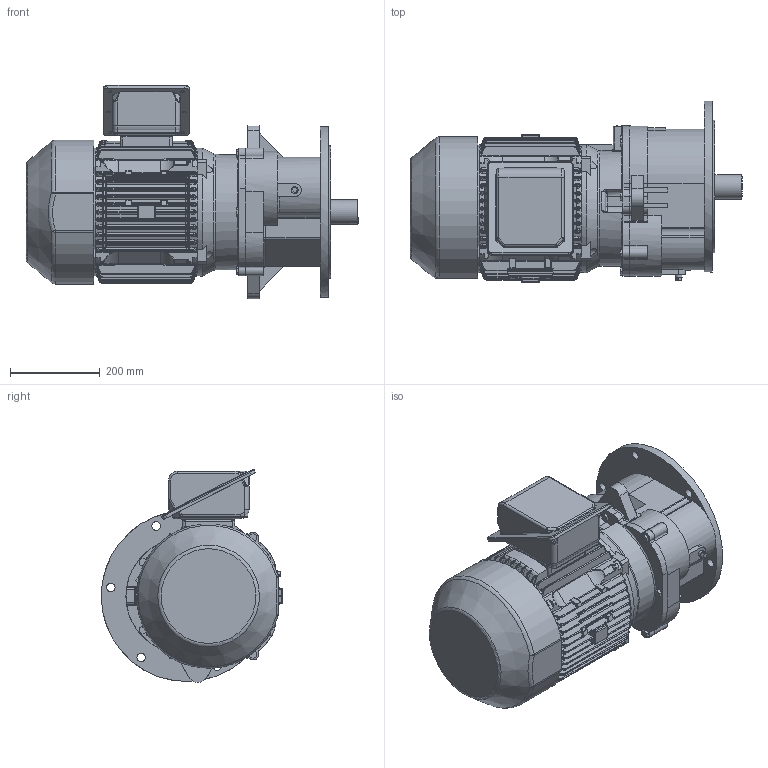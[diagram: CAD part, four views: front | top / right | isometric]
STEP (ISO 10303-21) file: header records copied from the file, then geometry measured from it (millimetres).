
FILE_DESCRIPTION (( 'STEP AP214' ), '1' );
FILE_NAME ('F1-20_V_EK2DO08342H001_defeature.stp', '2022-06-02T01:01:28', ( 'Windows 餌辨濠' ), ( '' ), 'SwSTEP 2.0', 'SolidWorks 2021', '' );
FILE_SCHEMA (( 'AUTOMOTIVE_DESIGN' ));
Length unit declared in the file: millimetre
Products named in the file (1): F1-20_V_EK2DO08342H001_defeature
Bounding box: 738.7 x 403.74 x 474.14 mm (x, y, z)
Volume: 1707016.9 mm3; surface area: 1595225.6 mm2
Topology: 1 solids, 3 shells, 3219 faces, 7822 edges, 4589 vertices
Faces by surface type: cylinder 1194, bspline 964, plane 686, torus 182, cone 101, sphere 92
Full cylindrical faces by diameter (mm): 2.7 x2, 4 x1, 8 x6, 10.2 x1, 19 x6, 55 x1, 60 x1, 65 x1, 85 x1, 275 x1, 295 x1, 380 x1
Entity records: 124249 total; most frequent: CARTESIAN_POINT 56149, ORIENTED_EDGE 15420, DIRECTION 12626, EDGE_CURVE 7710, AXIS2_PLACEMENT_3D 4943, VERTEX_POINT 4563, EDGE_LOOP 3303, FACE_OUTER_BOUND 3244
